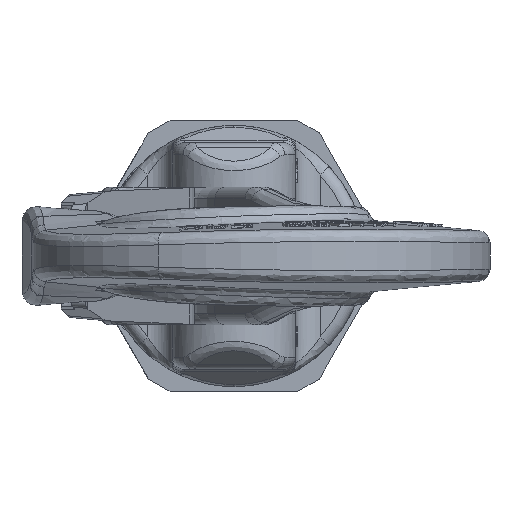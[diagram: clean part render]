
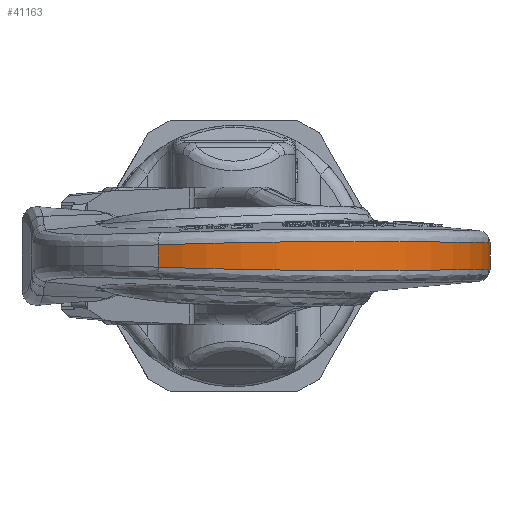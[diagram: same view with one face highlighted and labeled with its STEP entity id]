
A CAD part, left-side view. The second image highlights one B-rep face of the part: STEP entity #41163.
In plain terms, the highlighted cylindrical face has radius 49 mm (diameter 98 mm), a partial arc.
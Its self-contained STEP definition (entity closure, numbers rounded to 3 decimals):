
#27376=DIRECTION('',(0.,0.,1.));
#27377=VECTOR('',#27376,4.523);
#27378=CARTESIAN_POINT('',(-15.375,45.424,
-2.262));
#27379=LINE('',#27378,#27377);
#27380=CARTESIAN_POINT('',(-15.375,45.424,
2.262));
#27423=CARTESIAN_POINT('',(-15.375,45.424,
-2.262));
#27452=DIRECTION('',(0.,0.,1.));
#27453=VECTOR('',#27452,5.582);
#27454=CARTESIAN_POINT('',(31.603,-39.785,
-2.791));
#27455=LINE('',#27454,#27453);
#27456=CARTESIAN_POINT('',(31.603,-39.785,
2.791));
#27457=CARTESIAN_POINT('',(32.163,-39.383,
2.783));
#27458=CARTESIAN_POINT('',(33.286,-38.538,
2.768));
#27459=CARTESIAN_POINT('',(34.891,-37.224,
2.749));
#27460=CARTESIAN_POINT('',(36.671,-35.628,
2.731));
#27461=CARTESIAN_POINT('',(38.532,-33.779,
2.715));
#27462=CARTESIAN_POINT('',(40.506,-31.584,
2.699));
#27463=CARTESIAN_POINT('',(42.565,-28.978,
2.685));
#27464=CARTESIAN_POINT('',(44.645,-25.917,
2.676));
#27465=CARTESIAN_POINT('',(45.966,-23.597,
2.675));
#27466=CARTESIAN_POINT('',(46.6,-22.362,
2.676));
#27468=CARTESIAN_POINT('',(46.6,-22.362,
2.676));
#27469=CARTESIAN_POINT('',(47.27,-21.056,2.67));
#27470=CARTESIAN_POINT('',(48.491,-18.385,
2.659));
#27471=CARTESIAN_POINT('',(49.957,-14.231,
2.65));
#27472=CARTESIAN_POINT('',(51.044,-9.961,
2.649));
#27473=CARTESIAN_POINT('',(51.744,-5.611,
2.653));
#27474=CARTESIAN_POINT('',(52.051,-1.216,
2.663));
#27475=CARTESIAN_POINT('',(51.962,3.189,2.678));
#27476=CARTESIAN_POINT('',(51.479,7.568,2.698));
#27477=CARTESIAN_POINT('',(50.604,11.886,2.72));
#27478=CARTESIAN_POINT('',(49.346,16.109,2.746));
#27479=CARTESIAN_POINT('',(47.714,20.201,2.773));
#27480=CARTESIAN_POINT('',(45.722,24.131,2.8));
#27481=CARTESIAN_POINT('',(43.385,27.866,2.828));
#27482=CARTESIAN_POINT('',(40.723,31.376,2.854));
#27483=CARTESIAN_POINT('',(37.756,34.634,2.878));
#27484=CARTESIAN_POINT('',(34.509,37.612,2.899));
#27485=CARTESIAN_POINT('',(31.009,40.286,2.915));
#27486=CARTESIAN_POINT('',(27.283,42.636,2.924));
#27487=CARTESIAN_POINT('',(23.361,44.642,2.925));
#27488=CARTESIAN_POINT('',(19.276,46.288,2.916));
#27489=CARTESIAN_POINT('',(15.06,47.561,2.895));
#27490=CARTESIAN_POINT('',(10.748,48.45,2.86));
#27491=CARTESIAN_POINT('',(6.373,48.95,2.808));
#27492=CARTESIAN_POINT('',(1.975,49.055,2.737));
#27493=CARTESIAN_POINT('',(-2.423,48.765,
2.643));
#27494=CARTESIAN_POINT('',(-6.752,48.087,
2.528));
#27495=CARTESIAN_POINT('',(-11.096,47.001,
2.398));
#27496=CARTESIAN_POINT('',(-13.958,45.997,
2.307));
#27497=CARTESIAN_POINT('',(-15.375,45.424,
2.262));
#27499=CARTESIAN_POINT('',(46.6,-22.362,
-2.676));
#27500=CARTESIAN_POINT('',(47.27,-21.056,-2.67));
#27501=CARTESIAN_POINT('',(48.491,-18.385,
-2.659));
#27502=CARTESIAN_POINT('',(49.957,-14.231,
-2.65));
#27503=CARTESIAN_POINT('',(51.044,-9.961,
-2.649));
#27504=CARTESIAN_POINT('',(51.744,-5.611,
-2.653));
#27505=CARTESIAN_POINT('',(52.051,-1.216,
-2.663));
#27506=CARTESIAN_POINT('',(51.962,3.189,
-2.678));
#27507=CARTESIAN_POINT('',(51.479,7.568,
-2.698));
#27508=CARTESIAN_POINT('',(50.604,11.886,
-2.72));
#27509=CARTESIAN_POINT('',(49.346,16.109,
-2.746));
#27510=CARTESIAN_POINT('',(47.714,20.201,
-2.773));
#27511=CARTESIAN_POINT('',(45.722,24.131,
-2.8));
#27512=CARTESIAN_POINT('',(43.385,27.866,
-2.828));
#27513=CARTESIAN_POINT('',(40.723,31.376,
-2.854));
#27514=CARTESIAN_POINT('',(37.756,34.634,
-2.878));
#27515=CARTESIAN_POINT('',(34.509,37.612,
-2.899));
#27516=CARTESIAN_POINT('',(31.009,40.286,
-2.915));
#27517=CARTESIAN_POINT('',(27.283,42.636,
-2.924));
#27518=CARTESIAN_POINT('',(23.361,44.642,
-2.925));
#27519=CARTESIAN_POINT('',(19.276,46.288,
-2.916));
#27520=CARTESIAN_POINT('',(15.06,47.561,
-2.895));
#27521=CARTESIAN_POINT('',(10.748,48.45,
-2.86));
#27522=CARTESIAN_POINT('',(6.373,48.95,
-2.808));
#27523=CARTESIAN_POINT('',(1.975,49.055,
-2.737));
#27524=CARTESIAN_POINT('',(-2.423,48.765,
-2.643));
#27525=CARTESIAN_POINT('',(-6.752,48.087,
-2.528));
#27526=CARTESIAN_POINT('',(-11.096,47.001,
-2.398));
#27527=CARTESIAN_POINT('',(-13.958,45.997,
-2.307));
#27528=CARTESIAN_POINT('',(-15.375,45.424,
-2.262));
#27530=CARTESIAN_POINT('',(31.603,-39.785,
-2.791));
#27531=CARTESIAN_POINT('',(32.163,-39.383,
-2.783));
#27532=CARTESIAN_POINT('',(33.286,-38.538,
-2.768));
#27533=CARTESIAN_POINT('',(34.891,-37.224,
-2.749));
#27534=CARTESIAN_POINT('',(36.671,-35.628,
-2.731));
#27535=CARTESIAN_POINT('',(38.532,-33.779,
-2.715));
#27536=CARTESIAN_POINT('',(40.506,-31.584,
-2.699));
#27537=CARTESIAN_POINT('',(42.565,-28.978,
-2.685));
#27538=CARTESIAN_POINT('',(44.645,-25.917,
-2.676));
#27539=CARTESIAN_POINT('',(45.966,-23.597,
-2.675));
#27540=CARTESIAN_POINT('',(46.6,-22.362,
-2.676));
#40100=VERTEX_POINT('',#27423);
#40102=VERTEX_POINT('',#27499);
#40105=VERTEX_POINT('',#27530);
#40280=VERTEX_POINT('',#27380);
#40282=VERTEX_POINT('',#27468);
#40285=VERTEX_POINT('',#27456);
#41145=CARTESIAN_POINT('',(3.,0.,0.));
#41146=DIRECTION('',(0.,0.,1.));
#41147=DIRECTION('',(1.,0.,0.));
#41148=AXIS2_PLACEMENT_3D('',#41145,#41146,#41147);
#41149=CYLINDRICAL_SURFACE('',#41148,49.);
#41151=ORIENTED_EDGE('',*,*,#41150,.T.);
#41153=ORIENTED_EDGE('',*,*,#41152,.T.);
#41155=ORIENTED_EDGE('',*,*,#41154,.T.);
#41156=ORIENTED_EDGE('',*,*,#41131,.F.);
#41158=ORIENTED_EDGE('',*,*,#41157,.F.);
#41160=ORIENTED_EDGE('',*,*,#41159,.F.);
#41161=EDGE_LOOP('',(#41151,#41153,#41155,#41156,#41158,#41160));
#41162=FACE_OUTER_BOUND('',#41161,.F.);
#41163=ADVANCED_FACE('',(#41162),#41149,.T.);
#27467=B_SPLINE_CURVE_WITH_KNOTS('',3,(#27456,#27457,#27458,#27459,#27460,
#27461,#27462,#27463,#27464,#27465,#27466),.UNSPECIFIED.,.F.,.F.,(4,1,1,1,1,1,1,
1,4),(0.,0.125,0.25,0.375,0.5,0.625,0.75,0.875,1.),
.UNSPECIFIED.);
#27498=B_SPLINE_CURVE_WITH_KNOTS('',3,(#27468,#27469,#27470,#27471,#27472,
#27473,#27474,#27475,#27476,#27477,#27478,#27479,#27480,#27481,#27482,#27483,
#27484,#27485,#27486,#27487,#27488,#27489,#27490,#27491,#27492,#27493,#27494,
#27495,#27496,#27497),.UNSPECIFIED.,.F.,.F.,(4,1,1,1,1,1,1,1,1,1,1,1,1,1,1,1,1,
1,1,1,1,1,1,1,1,1,1,4),(0.,0.037,0.074,
0.111,0.148,0.185,0.222,
0.259,0.296,0.333,0.37,
0.407,0.444,0.481,0.519,
0.556,0.593,0.63,0.667,
0.704,0.741,0.778,0.815,
0.852,0.889,0.926,0.963,1.),
.UNSPECIFIED.);
#27529=B_SPLINE_CURVE_WITH_KNOTS('',3,(#27499,#27500,#27501,#27502,#27503,
#27504,#27505,#27506,#27507,#27508,#27509,#27510,#27511,#27512,#27513,#27514,
#27515,#27516,#27517,#27518,#27519,#27520,#27521,#27522,#27523,#27524,#27525,
#27526,#27527,#27528),.UNSPECIFIED.,.F.,.F.,(4,1,1,1,1,1,1,1,1,1,1,1,1,1,1,1,1,
1,1,1,1,1,1,1,1,1,1,4),(0.,0.037,0.074,
0.111,0.148,0.185,0.222,
0.259,0.296,0.333,0.37,
0.407,0.444,0.481,0.519,
0.556,0.593,0.63,0.667,
0.704,0.741,0.778,0.815,
0.852,0.889,0.926,0.963,1.),
.UNSPECIFIED.);
#27541=B_SPLINE_CURVE_WITH_KNOTS('',3,(#27530,#27531,#27532,#27533,#27534,
#27535,#27536,#27537,#27538,#27539,#27540),.UNSPECIFIED.,.F.,.F.,(4,1,1,1,1,1,1,
1,4),(0.,0.125,0.25,0.375,0.5,0.625,0.75,0.875,1.),
.UNSPECIFIED.);
#41131=EDGE_CURVE('',#40100,#40280,#27379,.T.);
#41150=EDGE_CURVE('',#40105,#40285,#27455,.T.);
#41152=EDGE_CURVE('',#40285,#40282,#27467,.T.);
#41154=EDGE_CURVE('',#40282,#40280,#27498,.T.);
#41157=EDGE_CURVE('',#40102,#40100,#27529,.T.);
#41159=EDGE_CURVE('',#40105,#40102,#27541,.T.);
